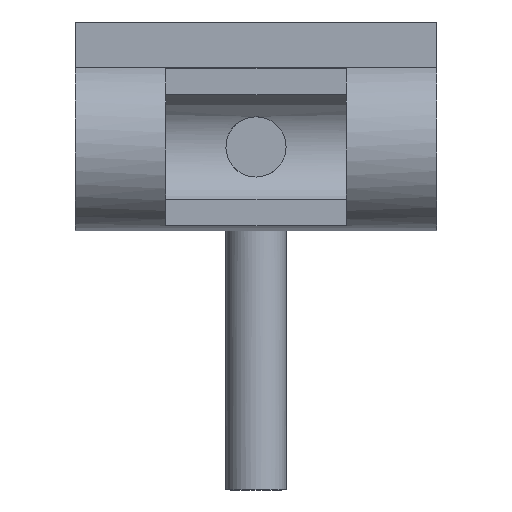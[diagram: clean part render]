
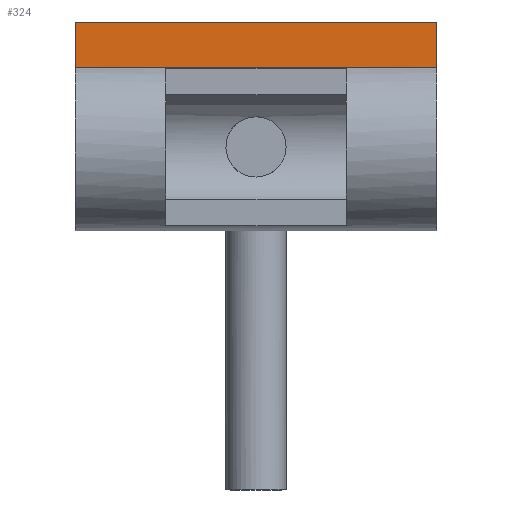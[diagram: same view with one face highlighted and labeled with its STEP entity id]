
A CAD part, front view. The second image highlights one B-rep face of the part: STEP entity #324.
In plain terms, the highlighted planar face has unit normal (0, -1, 0).
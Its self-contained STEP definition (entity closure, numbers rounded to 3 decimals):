
#29 = LINE ( 'NONE', #796, #1354 ) ;
#116 = CARTESIAN_POINT ( 'NONE',  ( 60., -9., 41.514 ) ) ;
#282 = CARTESIAN_POINT ( 'NONE',  ( -60., -9., 41.514 ) ) ;
#324 = ADVANCED_FACE ( 'NONE', ( #579 ), #1364, .F. ) ;
#388 = DIRECTION ( 'NONE',  ( 0., 1., 0. ) ) ;
#451 = CARTESIAN_POINT ( 'NONE',  ( 60., -9., 41.514 ) ) ;
#579 = FACE_OUTER_BOUND ( 'NONE', #1908, .T. ) ;
#602 = CARTESIAN_POINT ( 'NONE',  ( 60., -9., 26.514 ) ) ;
#642 = EDGE_CURVE ( 'NONE', #2412, #2067, #2205, .T. ) ;
#718 = EDGE_CURVE ( 'NONE', #1697, #1142, #2029, .T. ) ;
#796 = CARTESIAN_POINT ( 'NONE',  ( 60., -9., 41.514 ) ) ;
#1028 = CARTESIAN_POINT ( 'NONE',  ( -60., -9., 26.514 ) ) ;
#1035 = EDGE_CURVE ( 'NONE', #2412, #1697, #29, .T. ) ;
#1039 = EDGE_CURVE ( 'NONE', #2067, #1142, #2352, .T. ) ;
#1054 = DIRECTION ( 'NONE',  ( 0., 0., -1. ) ) ;
#1142 = VERTEX_POINT ( 'NONE', #1028 ) ;
#1168 = DIRECTION ( 'NONE',  ( 0., 0., 1. ) ) ;
#1233 = DIRECTION ( 'NONE',  ( 0., 0., -1. ) ) ;
#1334 = ORIENTED_EDGE ( 'NONE', *, *, #1039, .F. ) ;
#1353 = VECTOR ( 'NONE', #1386, 1000. ) ;
#1354 = VECTOR ( 'NONE', #1579, 1000. ) ;
#1364 = PLANE ( 'NONE',  #1972 ) ;
#1386 = DIRECTION ( 'NONE',  ( -1., 0., 0. ) ) ;
#1579 = DIRECTION ( 'NONE',  ( -1., 0., 0. ) ) ;
#1612 = CARTESIAN_POINT ( 'NONE',  ( 60., -9., 26.514 ) ) ;
#1642 = VECTOR ( 'NONE', #1054, 1000. ) ;
#1688 = VECTOR ( 'NONE', #1233, 1000. ) ;
#1697 = VERTEX_POINT ( 'NONE', #2278 ) ;
#1732 = ORIENTED_EDGE ( 'NONE', *, *, #642, .F. ) ;
#1908 = EDGE_LOOP ( 'NONE', ( #2305, #1334, #1732, #2317 ) ) ;
#1972 = AXIS2_PLACEMENT_3D ( 'NONE', #2141, #388, #1168 ) ;
#2029 = LINE ( 'NONE', #282, #1642 ) ;
#2067 = VERTEX_POINT ( 'NONE', #1612 ) ;
#2141 = CARTESIAN_POINT ( 'NONE',  ( 60., -9., 41.514 ) ) ;
#2205 = LINE ( 'NONE', #451, #1688 ) ;
#2278 = CARTESIAN_POINT ( 'NONE',  ( -60., -9., 41.514 ) ) ;
#2305 = ORIENTED_EDGE ( 'NONE', *, *, #718, .T. ) ;
#2317 = ORIENTED_EDGE ( 'NONE', *, *, #1035, .T. ) ;
#2352 = LINE ( 'NONE', #602, #1353 ) ;
#2412 = VERTEX_POINT ( 'NONE', #116 ) ;
